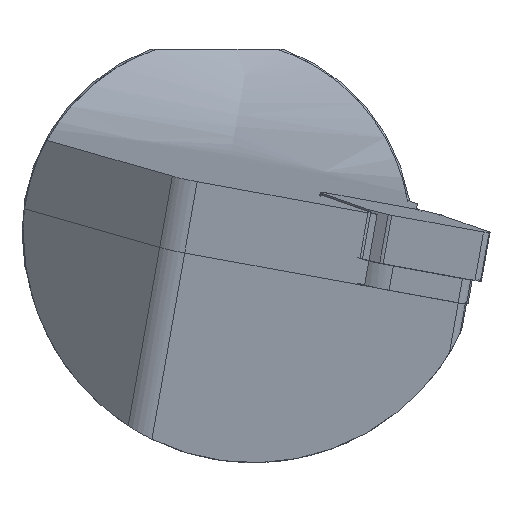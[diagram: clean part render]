
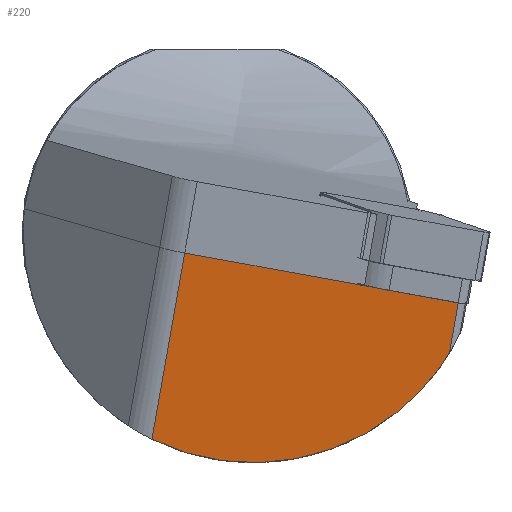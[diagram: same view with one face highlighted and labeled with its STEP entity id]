
A CAD part, left-side view. The second image highlights one B-rep face of the part: STEP entity #220.
In plain terms, the highlighted planar face has unit normal (-0.993, 0.069, -0.094).
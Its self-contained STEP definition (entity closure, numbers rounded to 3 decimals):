
#178=ELLIPSE('',#1175,29.702,29.5);
#220=ADVANCED_FACE('',(#307),#277,.F.);
#277=PLANE('',#1178);
#307=FACE_OUTER_BOUND('',#365,.T.);
#365=EDGE_LOOP('',(#493,#494,#495,#496,#497,#498));
#493=ORIENTED_EDGE('',*,*,#892,.F.);
#494=ORIENTED_EDGE('',*,*,#893,.T.);
#495=ORIENTED_EDGE('',*,*,#889,.T.);
#496=ORIENTED_EDGE('',*,*,#894,.F.);
#497=ORIENTED_EDGE('',*,*,#895,.T.);
#498=ORIENTED_EDGE('',*,*,#866,.T.);
#768=VERTEX_POINT('',#1569);
#769=VERTEX_POINT('',#1570);
#788=VERTEX_POINT('',#1650);
#789=VERTEX_POINT('',#1652);
#791=VERTEX_POINT('',#1661);
#792=VERTEX_POINT('',#1664);
#866=EDGE_CURVE('',#768,#769,#1015,.T.);
#889=EDGE_CURVE('',#789,#788,#178,.T.);
#892=EDGE_CURVE('',#791,#769,#1028,.T.);
#893=EDGE_CURVE('',#791,#789,#1029,.T.);
#894=EDGE_CURVE('',#792,#788,#1030,.T.);
#895=EDGE_CURVE('',#792,#768,#1031,.T.);
#1015=LINE('',#1568,#1089);
#1028=LINE('',#1660,#1102);
#1029=LINE('',#1662,#1103);
#1030=LINE('',#1663,#1104);
#1031=LINE('',#1665,#1105);
#1089=VECTOR('',#1280,1.);
#1102=VECTOR('',#1317,1.);
#1103=VECTOR('',#1318,1.);
#1104=VECTOR('',#1319,1.);
#1105=VECTOR('',#1320,1.);
#1175=AXIS2_PLACEMENT_3D('',#1651,#1311,#1312);
#1178=AXIS2_PLACEMENT_3D('',#1666,#1321,#1322);
#1280=DIRECTION('',(0.051,0.983,0.179));
#1311=DIRECTION('',(-0.993,0.069,-0.094));
#1312=DIRECTION('',(-0.117,-0.589,0.8));
#1317=DIRECTION('',(-0.051,-0.983,-0.179));
#1318=DIRECTION('',(0.105,0.173,-0.979));
#1319=DIRECTION('',(0.105,0.173,-0.979));
#1320=DIRECTION('',(0.051,0.983,0.179));
#1321=DIRECTION('',(0.993,-0.069,0.094));
#1322=DIRECTION('',(0.094,0.,-0.996));
#1568=CARTESIAN_POINT('',(-299.15,28.381,-2.842));
#1569=CARTESIAN_POINT('',(-300.445,3.666,-7.338));
#1570=CARTESIAN_POINT('',(-300.359,5.325,-7.036));
#1650=CARTESIAN_POINT('',(-300.304,-5.571,-15.637));
#1651=CARTESIAN_POINT('',(-300.009,19.586,-0.23));
#1652=CARTESIAN_POINT('',(-296.603,32.589,-26.709));
#1660=CARTESIAN_POINT('',(-299.15,28.381,-2.842));
#1661=CARTESIAN_POINT('',(-299.15,28.381,-2.842));
#1662=CARTESIAN_POINT('',(-358.21,-69.194,550.535));
#1663=CARTESIAN_POINT('',(-360.048,-104.277,544.153));
#1664=CARTESIAN_POINT('',(-300.989,-6.702,-9.224));
#1665=CARTESIAN_POINT('',(-299.15,28.381,-2.842));
#1666=CARTESIAN_POINT('',(-358.21,-69.194,550.535));
